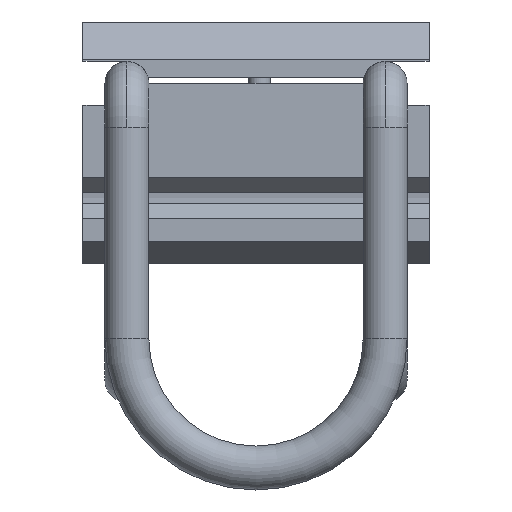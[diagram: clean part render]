
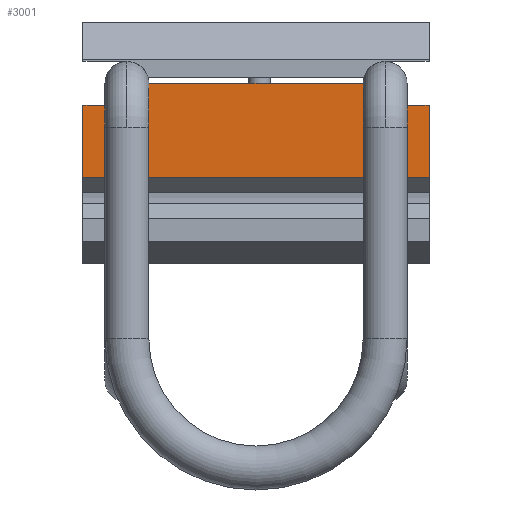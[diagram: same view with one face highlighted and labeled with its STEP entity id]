
A CAD part, front view. The second image highlights one B-rep face of the part: STEP entity #3001.
In plain terms, the highlighted planar face has unit normal (0, -1, 0).
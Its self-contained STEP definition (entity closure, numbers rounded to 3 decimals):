
#4 = LINE ( 'NONE', #708, #1172 ) ;
#50 = ORIENTED_EDGE ( 'NONE', *, *, #537, .T. ) ;
#80 = DIRECTION ( 'NONE',  ( 1., 0., 0. ) ) ;
#121 = DIRECTION ( 'NONE',  ( 0., 0., 1. ) ) ;
#132 = VERTEX_POINT ( 'NONE', #1134 ) ;
#159 = AXIS2_PLACEMENT_3D ( 'NONE', #422, #2067, #2263 ) ;
#189 = VECTOR ( 'NONE', #121, 1000. ) ;
#193 = EDGE_CURVE ( 'NONE', #2333, #2979, #1770, .T. ) ;
#252 = ORIENTED_EDGE ( 'NONE', *, *, #1761, .T. ) ;
#259 = FACE_OUTER_BOUND ( 'NONE', #2964, .T. ) ;
#361 = VERTEX_POINT ( 'NONE', #2384 ) ;
#374 = LINE ( 'NONE', #1287, #1849 ) ;
#386 = VECTOR ( 'NONE', #2510, 1000. ) ;
#422 = CARTESIAN_POINT ( 'NONE',  ( 5.412, 0., 11.75 ) ) ;
#526 = CARTESIAN_POINT ( 'NONE',  ( 3.412, 0., 11.75 ) ) ;
#535 = DIRECTION ( 'NONE',  ( 0., 0., 1. ) ) ;
#537 = EDGE_CURVE ( 'NONE', #1155, #2109, #1299, .T. ) ;
#555 = CARTESIAN_POINT ( 'NONE',  ( 5.412, 0., -9.75 ) ) ;
#644 = DIRECTION ( 'NONE',  ( 0., 1., 0. ) ) ;
#684 = ORIENTED_EDGE ( 'NONE', *, *, #1691, .T. ) ;
#708 = CARTESIAN_POINT ( 'NONE',  ( 3.412, 0., 11.75 ) ) ;
#724 = VERTEX_POINT ( 'NONE', #526 ) ;
#919 = DIRECTION ( 'NONE',  ( 0., 1., 0. ) ) ;
#967 = CIRCLE ( 'NONE', #159, 2. ) ;
#981 = CARTESIAN_POINT ( 'NONE',  ( -3.132, 0., -15.75 ) ) ;
#1069 = LINE ( 'NONE', #2048, #189 ) ;
#1085 = CARTESIAN_POINT ( 'NONE',  ( 3.412, 0., -15.75 ) ) ;
#1110 = AXIS2_PLACEMENT_3D ( 'NONE', #2683, #644, #1339 ) ;
#1134 = CARTESIAN_POINT ( 'NONE',  ( 3.412, 0., 15.75 ) ) ;
#1155 = VERTEX_POINT ( 'NONE', #2224 ) ;
#1172 = VECTOR ( 'NONE', #535, 1000. ) ;
#1287 = CARTESIAN_POINT ( 'NONE',  ( -3.132, 0., 15.75 ) ) ;
#1299 = CIRCLE ( 'NONE', #1110, 2. ) ;
#1339 = DIRECTION ( 'NONE',  ( 0., 0., 1. ) ) ;
#1354 = EDGE_CURVE ( 'NONE', #1754, #1155, #1800, .T. ) ;
#1438 = DIRECTION ( 'NONE',  ( 0., 0., -1. ) ) ;
#1510 = EDGE_CURVE ( 'NONE', #724, #132, #4, .T. ) ;
#1514 = CARTESIAN_POINT ( 'NONE',  ( -3.132, 0., -15.75 ) ) ;
#1521 = AXIS2_PLACEMENT_3D ( 'NONE', #2855, #919, #2797 ) ;
#1582 = EDGE_CURVE ( 'NONE', #2333, #132, #374, .T. ) ;
#1603 = CARTESIAN_POINT ( 'NONE',  ( -3.132, 0., 15.75 ) ) ;
#1680 = PLANE ( 'NONE',  #1521 ) ;
#1683 = ORIENTED_EDGE ( 'NONE', *, *, #1510, .T. ) ;
#1691 = EDGE_CURVE ( 'NONE', #2979, #1754, #2656, .T. ) ;
#1754 = VERTEX_POINT ( 'NONE', #1085 ) ;
#1761 = EDGE_CURVE ( 'NONE', #361, #724, #967, .T. ) ;
#1766 = DIRECTION ( 'NONE',  ( 1., 0., 0. ) ) ;
#1770 = LINE ( 'NONE', #1603, #2594 ) ;
#1773 = ORIENTED_EDGE ( 'NONE', *, *, #1354, .T. ) ;
#1800 = LINE ( 'NONE', #2751, #386 ) ;
#1849 = VECTOR ( 'NONE', #1766, 1000. ) ;
#2048 = CARTESIAN_POINT ( 'NONE',  ( 5.412, 0., -18.403 ) ) ;
#2067 = DIRECTION ( 'NONE',  ( 0., 1., 0. ) ) ;
#2109 = VERTEX_POINT ( 'NONE', #555 ) ;
#2132 = CARTESIAN_POINT ( 'NONE',  ( -3.132, 0., 15.75 ) ) ;
#2182 = VECTOR ( 'NONE', #80, 1000. ) ;
#2224 = CARTESIAN_POINT ( 'NONE',  ( 3.412, 0., -11.75 ) ) ;
#2263 = DIRECTION ( 'NONE',  ( 0., 0., -1. ) ) ;
#2333 = VERTEX_POINT ( 'NONE', #2132 ) ;
#2384 = CARTESIAN_POINT ( 'NONE',  ( 5.412, 0., 9.75 ) ) ;
#2481 = ORIENTED_EDGE ( 'NONE', *, *, #193, .T. ) ;
#2510 = DIRECTION ( 'NONE',  ( 0., 0., 1. ) ) ;
#2594 = VECTOR ( 'NONE', #1438, 1000. ) ;
#2610 = ORIENTED_EDGE ( 'NONE', *, *, #2958, .T. ) ;
#2656 = LINE ( 'NONE', #1514, #2182 ) ;
#2683 = CARTESIAN_POINT ( 'NONE',  ( 5.412, 0., -11.75 ) ) ;
#2751 = CARTESIAN_POINT ( 'NONE',  ( 3.412, 0., -11.75 ) ) ;
#2797 = DIRECTION ( 'NONE',  ( -1., 0., 0. ) ) ;
#2812 = ORIENTED_EDGE ( 'NONE', *, *, #1582, .F. ) ;
#2855 = CARTESIAN_POINT ( 'NONE',  ( -3.132, 0., 15.75 ) ) ;
#2958 = EDGE_CURVE ( 'NONE', #2109, #361, #1069, .T. ) ;
#2964 = EDGE_LOOP ( 'NONE', ( #2610, #252, #1683, #2812, #2481, #684, #1773, #50 ) ) ;
#2979 = VERTEX_POINT ( 'NONE', #981 ) ;
#3001 = ADVANCED_FACE ( 'NONE', ( #259 ), #1680, .F. ) ;
